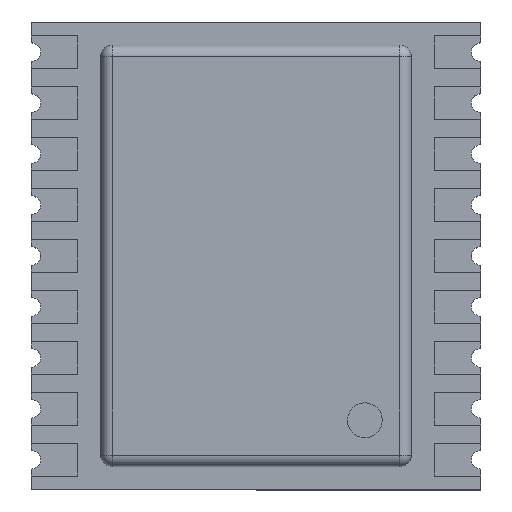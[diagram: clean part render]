
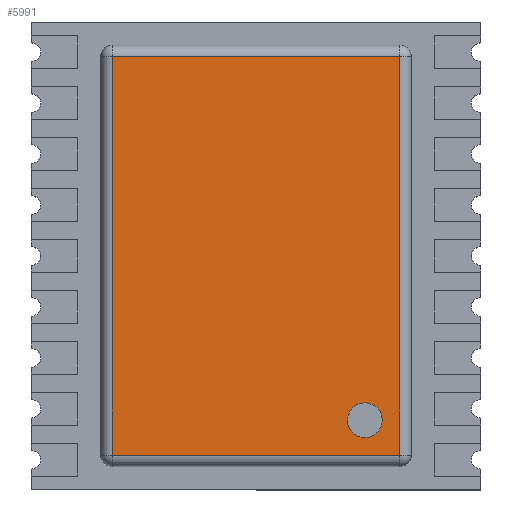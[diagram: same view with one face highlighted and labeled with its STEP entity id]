
A CAD part, top view. The second image highlights one B-rep face of the part: STEP entity #5991.
In plain terms, the highlighted planar face has unit normal (0, 0, 1).
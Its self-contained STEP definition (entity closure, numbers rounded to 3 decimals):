
#65 = FACE_OUTER_BOUND ( 'NONE', #736, .T. ) ;
#95 = CARTESIAN_POINT ( 'NONE',  ( 2.474, -3.931, 2.5 ) ) ;
#394 = CARTESIAN_POINT ( 'NONE',  ( -3.1, -4.3, 2.5 ) ) ;
#483 = VECTOR ( 'NONE', #3163, 1000. ) ;
#736 = EDGE_LOOP ( 'NONE', ( #4054, #6766, #1173, #1946 ) ) ;
#873 = EDGE_CURVE ( 'NONE', #1928, #2936, #2469, .T. ) ;
#1173 = ORIENTED_EDGE ( 'NONE', *, *, #7252, .T. ) ;
#1219 = VECTOR ( 'NONE', #6782, 1000. ) ;
#1401 = CARTESIAN_POINT ( 'NONE',  ( 3.1, 4.55, 2.5 ) ) ;
#1496 = CARTESIAN_POINT ( 'NONE',  ( 3.1, -4.3, 2.5 ) ) ;
#1767 = DIRECTION ( 'NONE',  ( 0., -1., 0. ) ) ;
#1928 = VERTEX_POINT ( 'NONE', #11256 ) ;
#1946 = ORIENTED_EDGE ( 'NONE', *, *, #6747, .T. ) ;
#2083 = CARTESIAN_POINT ( 'NONE',  ( 2.026, -3.315, 2.5 ) ) ;
#2469 = B_SPLINE_CURVE_WITH_KNOTS ( 'NONE', 3,
 ( #8573, #10432, #2083, #11390, #3017, #5802, #3076, #10247 ),
 .UNSPECIFIED., .F., .F.,
 ( 4, 1, 1, 1, 1, 4 ),
 ( 0.5, 0.6, 0.7, 0.8, 0.9, 1. ),
 .UNSPECIFIED. ) ;
#2538 = CARTESIAN_POINT ( 'NONE',  ( 2.725, -3.55, 2.5 ) ) ;
#2744 = AXIS2_PLACEMENT_3D ( 'NONE', #11168, #10045, #5392 ) ;
#2791 = VECTOR ( 'NONE', #1767, 1000. ) ;
#2812 = VERTEX_POINT ( 'NONE', #394 ) ;
#2826 = EDGE_LOOP ( 'NONE', ( #6777, #8186 ) ) ;
#2936 = VERTEX_POINT ( 'NONE', #2538 ) ;
#3002 = CARTESIAN_POINT ( 'NONE',  ( 2.226, -3.931, 2.5 ) ) ;
#3017 = CARTESIAN_POINT ( 'NONE',  ( 2.474, -3.169, 2.5 ) ) ;
#3076 = CARTESIAN_POINT ( 'NONE',  ( 2.725, -3.472, 2.5 ) ) ;
#3163 = DIRECTION ( 'NONE',  ( 1., 0., 0. ) ) ;
#3289 = EDGE_CURVE ( 'NONE', #2936, #1928, #8268, .T. ) ;
#4054 = ORIENTED_EDGE ( 'NONE', *, *, #8532, .T. ) ;
#4146 = DIRECTION ( 'NONE',  ( 0., 1., 0. ) ) ;
#4611 = VERTEX_POINT ( 'NONE', #6868 ) ;
#4671 = CARTESIAN_POINT ( 'NONE',  ( 1.975, -3.55, 2.5 ) ) ;
#4736 = CARTESIAN_POINT ( 'NONE',  ( 2.026, -3.785, 2.5 ) ) ;
#5233 = EDGE_CURVE ( 'NONE', #9561, #4611, #9572, .T. ) ;
#5392 = DIRECTION ( 'NONE',  ( 1., 0., 0. ) ) ;
#5721 = CARTESIAN_POINT ( 'NONE',  ( 2.674, -3.785, 2.5 ) ) ;
#5771 = CARTESIAN_POINT ( 'NONE',  ( 3.35, -4.3, 2.5 ) ) ;
#5802 = CARTESIAN_POINT ( 'NONE',  ( 2.674, -3.315, 2.5 ) ) ;
#5845 = CARTESIAN_POINT ( 'NONE',  ( 2.725, -3.55, 2.5 ) ) ;
#5991 = ADVANCED_FACE ( 'NONE', ( #65, #9090 ), #7477, .T. ) ;
#6747 = EDGE_CURVE ( 'NONE', #2812, #9037, #6935, .T. ) ;
#6766 = ORIENTED_EDGE ( 'NONE', *, *, #5233, .T. ) ;
#6777 = ORIENTED_EDGE ( 'NONE', *, *, #3289, .T. ) ;
#6782 = DIRECTION ( 'NONE',  ( -1., 0., 0. ) ) ;
#6868 = CARTESIAN_POINT ( 'NONE',  ( -3.1, 4.3, 2.5 ) ) ;
#6935 = LINE ( 'NONE', #5771, #483 ) ;
#7252 = EDGE_CURVE ( 'NONE', #4611, #2812, #10099, .T. ) ;
#7323 = VECTOR ( 'NONE', #4146, 1000. ) ;
#7477 = PLANE ( 'NONE',  #2744 ) ;
#7564 = LINE ( 'NONE', #1401, #7323 ) ;
#8186 = ORIENTED_EDGE ( 'NONE', *, *, #873, .T. ) ;
#8268 = B_SPLINE_CURVE_WITH_KNOTS ( 'NONE', 3,
 ( #5845, #11436, #5721, #95, #3002, #4736, #9337, #4671 ),
 .UNSPECIFIED., .F., .F.,
 ( 4, 1, 1, 1, 1, 4 ),
 ( 0., 0.1, 0.2, 0.3, 0.4, 0.5 ),
 .UNSPECIFIED. ) ;
#8532 = EDGE_CURVE ( 'NONE', #9037, #9561, #7564, .T. ) ;
#8573 = CARTESIAN_POINT ( 'NONE',  ( 1.975, -3.55, 2.5 ) ) ;
#9037 = VERTEX_POINT ( 'NONE', #1496 ) ;
#9090 = FACE_BOUND ( 'NONE', #2826, .T. ) ;
#9337 = CARTESIAN_POINT ( 'NONE',  ( 1.975, -3.628, 2.5 ) ) ;
#9561 = VERTEX_POINT ( 'NONE', #10463 ) ;
#9572 = LINE ( 'NONE', #11323, #1219 ) ;
#10045 = DIRECTION ( 'NONE',  ( 0., 0., 1. ) ) ;
#10099 = LINE ( 'NONE', #11885, #2791 ) ;
#10247 = CARTESIAN_POINT ( 'NONE',  ( 2.725, -3.55, 2.5 ) ) ;
#10432 = CARTESIAN_POINT ( 'NONE',  ( 1.975, -3.472, 2.5 ) ) ;
#10463 = CARTESIAN_POINT ( 'NONE',  ( 3.1, 4.3, 2.5 ) ) ;
#11168 = CARTESIAN_POINT ( 'NONE',  ( 0., 0., 2.5 ) ) ;
#11256 = CARTESIAN_POINT ( 'NONE',  ( 1.975, -3.55, 2.5 ) ) ;
#11323 = CARTESIAN_POINT ( 'NONE',  ( -3.35, 4.3, 2.5 ) ) ;
#11390 = CARTESIAN_POINT ( 'NONE',  ( 2.226, -3.169, 2.5 ) ) ;
#11436 = CARTESIAN_POINT ( 'NONE',  ( 2.725, -3.628, 2.5 ) ) ;
#11885 = CARTESIAN_POINT ( 'NONE',  ( -3.1, -4.55, 2.5 ) ) ;
